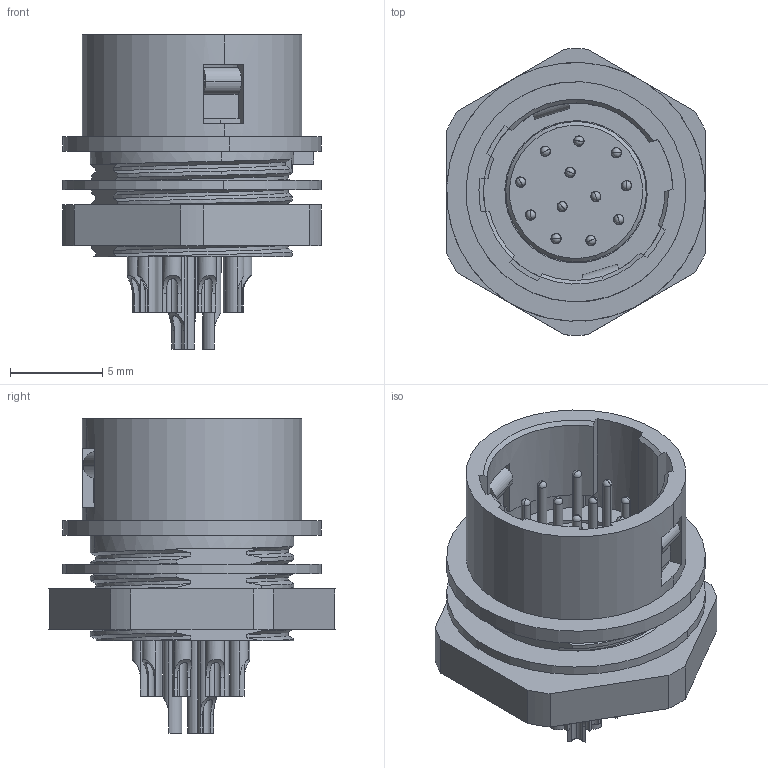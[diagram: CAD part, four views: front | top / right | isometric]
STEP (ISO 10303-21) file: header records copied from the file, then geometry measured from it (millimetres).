
FILE_DESCRIPTION (( 'STEP AP203' ), '1' );
FILE_NAME ('FAPFAS01-12P101W000.STEP', '2025-11-18T02:52:35', ( '' ), ( '' ), 'SwSTEP 2.0', 'SolidWorks 2021', '' );
FILE_SCHEMA (( 'CONFIG_CONTROL_DESIGN' ));
Length unit declared in the file: millimetre
Products named in the file (1): FAPFAS01-12P101W000
Bounding box: 14 x 15.49 x 17 mm (x, y, z)
Volume: 1013.2 mm3; surface area: 1641.5 mm2
Topology: 1 solids, 1 shells, 388 faces, 1012 edges, 633 vertices
Faces by surface type: cylinder 171, plane 132, cone 32, bspline 29, torus 24
Entity records: 20335 total; most frequent: CARTESIAN_POINT 10997, ORIENTED_EDGE 1976, DIRECTION 1921, EDGE_CURVE 988, AXIS2_PLACEMENT_3D 738, VERTEX_POINT 633, VECTOR 445, LINE 445
